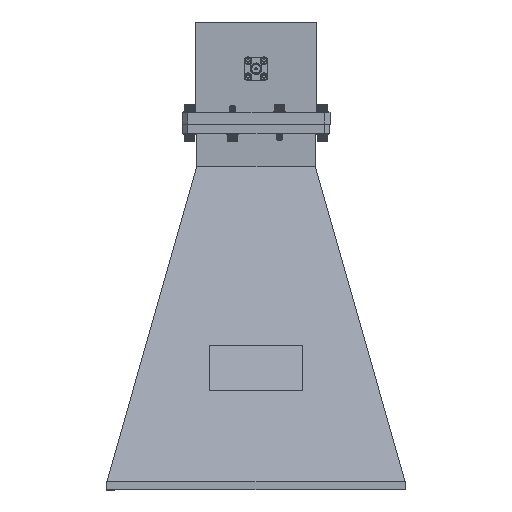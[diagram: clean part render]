
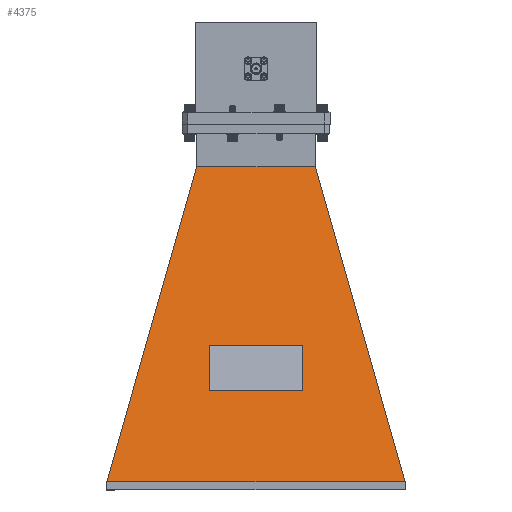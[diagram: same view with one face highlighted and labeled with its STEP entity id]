
A CAD part, top view. The second image highlights one B-rep face of the part: STEP entity #4375.
In plain terms, the highlighted face is planar.
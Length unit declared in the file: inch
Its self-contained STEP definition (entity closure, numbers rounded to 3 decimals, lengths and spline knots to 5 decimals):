
#201 = CARTESIAN_POINT ( 'NONE',  ( 0.69055, -1.26388, 1.95443 ) ) ;
#423 = ORIENTED_EDGE ( 'NONE', *, *, #6227, .F. ) ;
#500 = CARTESIAN_POINT ( 'NONE',  ( 2.31504, 3.17955, 8.67608 ) ) ;
#722 = DIRECTION ( 'NONE',  ( 0., -1., 0. ) ) ;
#1294 = EDGE_LOOP ( 'NONE', ( #5478, #10125, #3217, #8770 ) ) ;
#1297 = VERTEX_POINT ( 'NONE', #11839 ) ;
#1332 = LINE ( 'NONE', #4587, #7609 ) ;
#1650 = EDGE_CURVE ( 'NONE', #12848, #3059, #10047, .T. ) ;
#1774 = CARTESIAN_POINT ( 'NONE',  ( 1.84521, -1., 6.73204 ) ) ;
#2042 = CARTESIAN_POINT ( 'NONE',  ( 2.31504, 0., 8.67608 ) ) ;
#2452 = EDGE_CURVE ( 'NONE', #9606, #1297, #2841, .T. ) ;
#2474 = CARTESIAN_POINT ( 'NONE',  ( 1.51748, 0., 5.37599 ) ) ;
#2764 = DIRECTION ( 'NONE',  ( 0.235, 0., 0.972 ) ) ;
#2783 = DIRECTION ( 'NONE',  ( -0.226, -0.267, -0.937 ) ) ;
#2841 = LINE ( 'NONE', #10467, #3156 ) ;
#2853 = LINE ( 'NONE', #11885, #4417 ) ;
#2905 = VERTEX_POINT ( 'NONE', #5582 ) ;
#3059 = VERTEX_POINT ( 'NONE', #4048 ) ;
#3156 = VECTOR ( 'NONE', #11655, 39.37008 ) ;
#3217 = ORIENTED_EDGE ( 'NONE', *, *, #4269, .T. ) ;
#3586 = PLANE ( 'NONE',  #5845 ) ;
#3623 = VECTOR ( 'NONE', #4426, 39.37008 ) ;
#3931 = CARTESIAN_POINT ( 'NONE',  ( 2.31504, 3.17955, 8.67608 ) ) ;
#3966 = LINE ( 'NONE', #500, #7728 ) ;
#4048 = CARTESIAN_POINT ( 'NONE',  ( 1.61029, -1., 5.76003 ) ) ;
#4269 = EDGE_CURVE ( 'NONE', #8357, #12750, #7617, .T. ) ;
#4375 = ADVANCED_FACE ( 'NONE', ( #10332, #13725 ), #3586, .T. ) ;
#4417 = VECTOR ( 'NONE', #722, 39.37008 ) ;
#4426 = DIRECTION ( 'NONE',  ( -0.235, 0., -0.972 ) ) ;
#4446 = EDGE_CURVE ( 'NONE', #2905, #12848, #2853, .T. ) ;
#4587 = CARTESIAN_POINT ( 'NONE',  ( 0.69055, -1.26388, 1.95443 ) ) ;
#4827 = CARTESIAN_POINT ( 'NONE',  ( 1.61029, 1., 5.76003 ) ) ;
#4907 = EDGE_CURVE ( 'NONE', #12657, #2905, #8327, .T. ) ;
#5131 = VECTOR ( 'NONE', #8869, 39.37008 ) ;
#5298 = ORIENTED_EDGE ( 'NONE', *, *, #4446, .F. ) ;
#5478 = ORIENTED_EDGE ( 'NONE', *, *, #2452, .T. ) ;
#5582 = CARTESIAN_POINT ( 'NONE',  ( 1.84521, 1., 6.73204 ) ) ;
#5614 = EDGE_CURVE ( 'NONE', #9606, #12750, #1332, .T. ) ;
#5701 = DIRECTION ( 'NONE',  ( 0.226, -0.267, 0.937 ) ) ;
#5845 = AXIS2_PLACEMENT_3D ( 'NONE', #2474, #7241, #11748 ) ;
#6227 = EDGE_CURVE ( 'NONE', #3059, #12657, #6580, .T. ) ;
#6454 = EDGE_LOOP ( 'NONE', ( #5298, #12696, #423, #10587 ) ) ;
#6580 = LINE ( 'NONE', #10914, #14222 ) ;
#7241 = DIRECTION ( 'NONE',  ( 0.972, 0., -0.235 ) ) ;
#7609 = VECTOR ( 'NONE', #5701, 39.37008 ) ;
#7617 = LINE ( 'NONE', #2042, #5131 ) ;
#7728 = VECTOR ( 'NONE', #2783, 39.37008 ) ;
#8327 = LINE ( 'NONE', #10611, #11954 ) ;
#8357 = VERTEX_POINT ( 'NONE', #3931 ) ;
#8770 = ORIENTED_EDGE ( 'NONE', *, *, #5614, .F. ) ;
#8869 = DIRECTION ( 'NONE',  ( 0., -1., 0. ) ) ;
#9606 = VERTEX_POINT ( 'NONE', #201 ) ;
#10031 = DIRECTION ( 'NONE',  ( 0., 1., 0. ) ) ;
#10047 = LINE ( 'NONE', #12188, #3623 ) ;
#10125 = ORIENTED_EDGE ( 'NONE', *, *, #14054, .F. ) ;
#10332 = FACE_BOUND ( 'NONE', #6454, .T. ) ;
#10467 = CARTESIAN_POINT ( 'NONE',  ( 0.69055, 0., 1.95443 ) ) ;
#10587 = ORIENTED_EDGE ( 'NONE', *, *, #1650, .F. ) ;
#10611 = CARTESIAN_POINT ( 'NONE',  ( 1.84521, 1., 6.73204 ) ) ;
#10914 = CARTESIAN_POINT ( 'NONE',  ( 1.61029, -1., 5.76003 ) ) ;
#11655 = DIRECTION ( 'NONE',  ( 0., 1., 0. ) ) ;
#11748 = DIRECTION ( 'NONE',  ( -0.235, 0., -0.972 ) ) ;
#11839 = CARTESIAN_POINT ( 'NONE',  ( 0.69055, 1.26388, 1.95443 ) ) ;
#11885 = CARTESIAN_POINT ( 'NONE',  ( 1.84521, -1., 6.73204 ) ) ;
#11954 = VECTOR ( 'NONE', #2764, 39.37008 ) ;
#12188 = CARTESIAN_POINT ( 'NONE',  ( 1.84521, -1., 6.73204 ) ) ;
#12657 = VERTEX_POINT ( 'NONE', #4827 ) ;
#12696 = ORIENTED_EDGE ( 'NONE', *, *, #4907, .F. ) ;
#12750 = VERTEX_POINT ( 'NONE', #13012 ) ;
#12848 = VERTEX_POINT ( 'NONE', #1774 ) ;
#13012 = CARTESIAN_POINT ( 'NONE',  ( 2.31504, -3.17955, 8.67608 ) ) ;
#13725 = FACE_OUTER_BOUND ( 'NONE', #1294, .T. ) ;
#14054 = EDGE_CURVE ( 'NONE', #8357, #1297, #3966, .T. ) ;
#14222 = VECTOR ( 'NONE', #10031, 39.37008 ) ;
